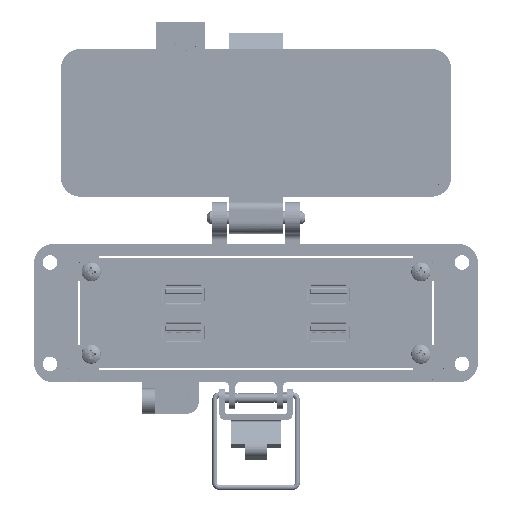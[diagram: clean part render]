
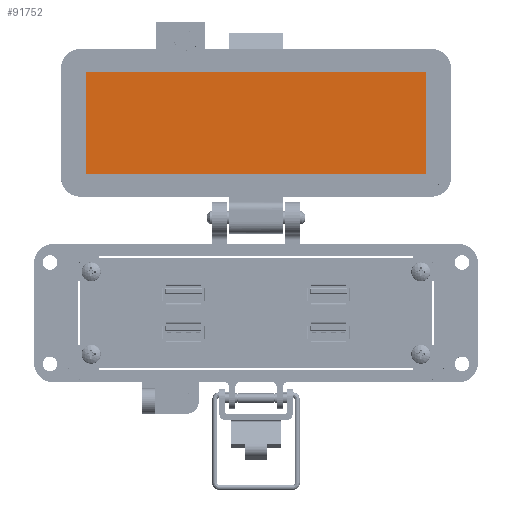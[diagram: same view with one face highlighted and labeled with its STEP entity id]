
A CAD part, top view. The second image highlights one B-rep face of the part: STEP entity #91752.
In plain terms, the highlighted planar face has unit normal (0, 0, 1).
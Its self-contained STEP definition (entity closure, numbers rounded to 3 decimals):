
#1714 = EDGE_CURVE ( 'NONE', #19399, #7452, #55629, .T. ) ;
#2121 = VECTOR ( 'NONE', #28959, 1000. ) ;
#7452 = VERTEX_POINT ( 'NONE', #58598 ) ;
#8566 = FACE_OUTER_BOUND ( 'NONE', #64857, .T. ) ;
#9114 = VERTEX_POINT ( 'NONE', #41817 ) ;
#14508 = EDGE_CURVE ( 'NONE', #52972, #9114, #38815, .T. ) ;
#18184 = CARTESIAN_POINT ( 'NONE',  ( -53.75, 51.154, -25.55 ) ) ;
#19399 = VERTEX_POINT ( 'NONE', #89696 ) ;
#20895 = DIRECTION ( 'NONE',  ( 0., 0., 1. ) ) ;
#23418 = CARTESIAN_POINT ( 'NONE',  ( 42., 51.154, -25.55 ) ) ;
#24994 = ORIENTED_EDGE ( 'NONE', *, *, #14508, .F. ) ;
#28959 = DIRECTION ( 'NONE',  ( 1., 0., 0. ) ) ;
#29504 = AXIS2_PLACEMENT_3D ( 'NONE', #66617, #20895, #74291 ) ;
#38815 = LINE ( 'NONE', #57921, #79401 ) ;
#40109 = ORIENTED_EDGE ( 'NONE', *, *, #69207, .F. ) ;
#41817 = CARTESIAN_POINT ( 'NONE',  ( -53.75, 83.154, -25.55 ) ) ;
#48893 = VECTOR ( 'NONE', #53455, 1000. ) ;
#51262 = LINE ( 'NONE', #23418, #48893 ) ;
#51372 = DIRECTION ( 'NONE',  ( 0., -1., 0. ) ) ;
#52972 = VERTEX_POINT ( 'NONE', #18184 ) ;
#53455 = DIRECTION ( 'NONE',  ( -1., 0., 0. ) ) ;
#55629 = LINE ( 'NONE', #96944, #58012 ) ;
#57921 = CARTESIAN_POINT ( 'NONE',  ( -53.75, 67.154, -25.55 ) ) ;
#58012 = VECTOR ( 'NONE', #51372, 1000. ) ;
#58598 = CARTESIAN_POINT ( 'NONE',  ( 53.75, 51.154, -25.55 ) ) ;
#60989 = ORIENTED_EDGE ( 'NONE', *, *, #88210, .F. ) ;
#64857 = EDGE_LOOP ( 'NONE', ( #40109, #24994, #60989, #83096 ) ) ;
#65287 = DIRECTION ( 'NONE',  ( 0., 1., 0. ) ) ;
#66617 = CARTESIAN_POINT ( 'NONE',  ( -8.5, 67.154, -25.55 ) ) ;
#69207 = EDGE_CURVE ( 'NONE', #9114, #19399, #83193, .T. ) ;
#74291 = DIRECTION ( 'NONE',  ( 0., -1., 0. ) ) ;
#79401 = VECTOR ( 'NONE', #65287, 1000. ) ;
#81554 = PLANE ( 'NONE',  #29504 ) ;
#83096 = ORIENTED_EDGE ( 'NONE', *, *, #1714, .F. ) ;
#83193 = LINE ( 'NONE', #97572, #2121 ) ;
#88210 = EDGE_CURVE ( 'NONE', #7452, #52972, #51262, .T. ) ;
#89696 = CARTESIAN_POINT ( 'NONE',  ( 53.75, 83.154, -25.55 ) ) ;
#91752 = ADVANCED_FACE ( 'NONE', ( #8566 ), #81554, .T. ) ;
#96944 = CARTESIAN_POINT ( 'NONE',  ( 53.75, 67.154, -25.55 ) ) ;
#97572 = CARTESIAN_POINT ( 'NONE',  ( -8.5, 83.154, -25.55 ) ) ;
